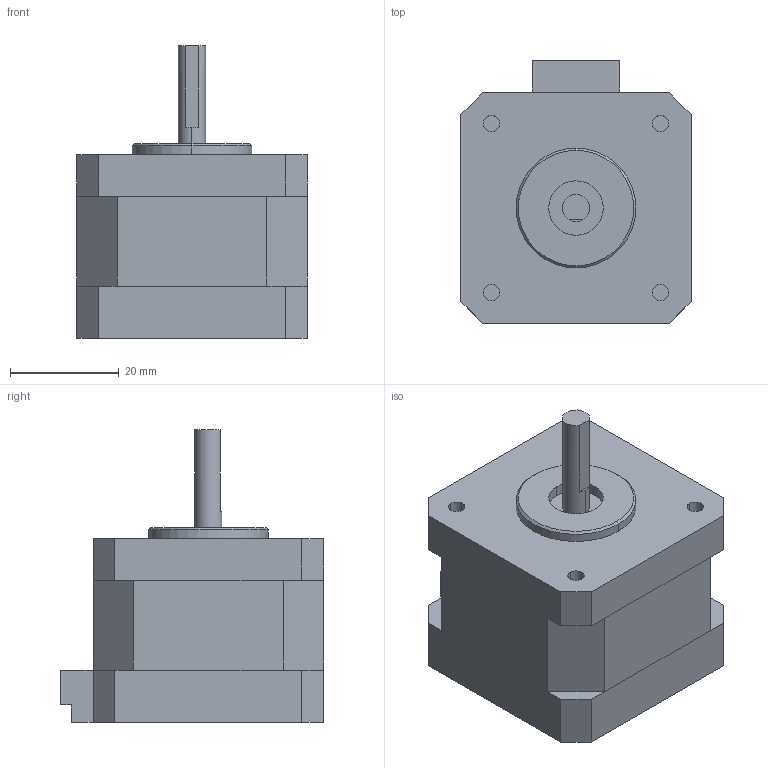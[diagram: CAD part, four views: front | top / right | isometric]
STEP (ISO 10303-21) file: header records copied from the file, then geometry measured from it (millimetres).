
FILE_DESCRIPTION(('STEP AP214'),'1');
FILE_NAME('NEMA17.A.1.stp','2013-05-03T09:33:46',(' '),(' '),'Spatial InterOp 3D',' ',' ');
FILE_SCHEMA(('automotive_design'));
Length unit declared in the file: millimetre
Products named in the file (1): 1
Bounding box: 42.3 x 48.3 x 53.75 mm (x, y, z)
Volume: 59015.7 mm3; surface area: 10296.3 mm2
Topology: 1 solids, 1 shells, 86 faces, 193 edges, 122 vertices
Faces by surface type: plane 60, cylinder 24, cone 2
Entity records: 3073 total; most frequent: DIRECTION 419, CARTESIAN_POINT 402, ORIENTED_EDGE 386, EDGE_CURVE 193, LINE 141, VECTOR 141, AXIS2_PLACEMENT_3D 139, VERTEX_POINT 122
